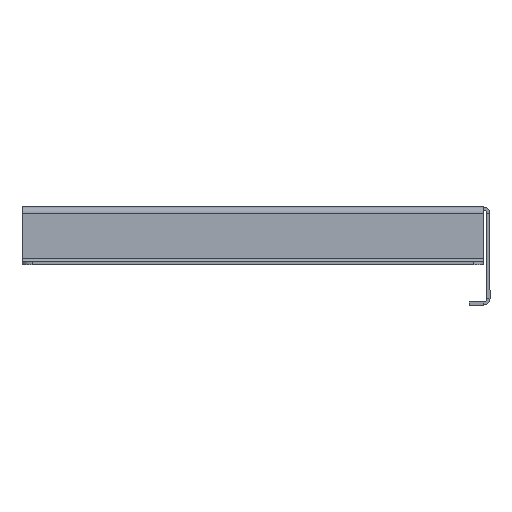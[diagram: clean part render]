
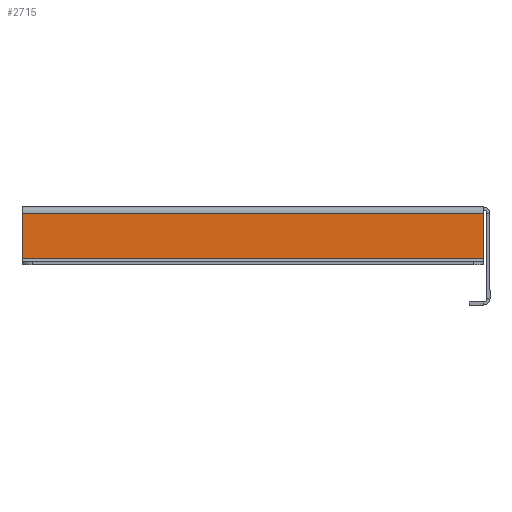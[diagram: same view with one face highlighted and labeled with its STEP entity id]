
A CAD part, left-side view. The second image highlights one B-rep face of the part: STEP entity #2715.
In plain terms, the highlighted planar face has unit normal (-1, 0, 0).
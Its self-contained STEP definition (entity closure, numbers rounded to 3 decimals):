
#149 = CARTESIAN_POINT ( 'NONE',  ( -124., 111.5, -25. ) ) ;
#534 = VECTOR ( 'NONE', #2347, 1000. ) ;
#686 = CARTESIAN_POINT ( 'NONE',  ( -124., -111.5, -25. ) ) ;
#923 = CARTESIAN_POINT ( 'NONE',  ( -124., -111.5, -3. ) ) ;
#948 = EDGE_CURVE ( 'NONE', #1464, #2983, #2036, .T. ) ;
#1002 = ORIENTED_EDGE ( 'NONE', *, *, #948, .F. ) ;
#1203 = LINE ( 'NONE', #149, #534 ) ;
#1273 = EDGE_LOOP ( 'NONE', ( #2514, #3428, #2473, #1002 ) ) ;
#1302 = VECTOR ( 'NONE', #4068, 1000. ) ;
#1310 = PLANE ( 'NONE',  #2001 ) ;
#1464 = VERTEX_POINT ( 'NONE', #923 ) ;
#1528 = EDGE_CURVE ( 'NONE', #2983, #3423, #2865, .T. ) ;
#1941 = LINE ( 'NONE', #3378, #1302 ) ;
#2001 = AXIS2_PLACEMENT_3D ( 'NONE', #2408, #2055, #3504 ) ;
#2036 = LINE ( 'NONE', #3849, #3701 ) ;
#2055 = DIRECTION ( 'NONE',  ( 1., 0., 0. ) ) ;
#2347 = DIRECTION ( 'NONE',  ( 0., 0., 1. ) ) ;
#2408 = CARTESIAN_POINT ( 'NONE',  ( -124., 0., 0. ) ) ;
#2473 = ORIENTED_EDGE ( 'NONE', *, *, #1528, .F. ) ;
#2514 = ORIENTED_EDGE ( 'NONE', *, *, #3655, .F. ) ;
#2715 = ADVANCED_FACE ( 'NONE', ( #3868 ), #1310, .F. ) ;
#2770 = DIRECTION ( 'NONE',  ( 0., 0., -1. ) ) ;
#2776 = CARTESIAN_POINT ( 'NONE',  ( -124., 111.5, -25. ) ) ;
#2865 = LINE ( 'NONE', #686, #2868 ) ;
#2868 = VECTOR ( 'NONE', #2958, 1000. ) ;
#2958 = DIRECTION ( 'NONE',  ( 0., 1., 0. ) ) ;
#2983 = VERTEX_POINT ( 'NONE', #3744 ) ;
#3330 = VERTEX_POINT ( 'NONE', #4454 ) ;
#3348 = EDGE_CURVE ( 'NONE', #3423, #3330, #1203, .T. ) ;
#3378 = CARTESIAN_POINT ( 'NONE',  ( -124., -111.5, -3. ) ) ;
#3423 = VERTEX_POINT ( 'NONE', #2776 ) ;
#3428 = ORIENTED_EDGE ( 'NONE', *, *, #3348, .F. ) ;
#3504 = DIRECTION ( 'NONE',  ( 0., 0., -1. ) ) ;
#3655 = EDGE_CURVE ( 'NONE', #3330, #1464, #1941, .T. ) ;
#3701 = VECTOR ( 'NONE', #2770, 1000. ) ;
#3744 = CARTESIAN_POINT ( 'NONE',  ( -124., -111.5, -25. ) ) ;
#3849 = CARTESIAN_POINT ( 'NONE',  ( -124., -111.5, -1.5 ) ) ;
#3868 = FACE_OUTER_BOUND ( 'NONE', #1273, .T. ) ;
#4068 = DIRECTION ( 'NONE',  ( 0., -1., 0. ) ) ;
#4454 = CARTESIAN_POINT ( 'NONE',  ( -124., 111.5, -3. ) ) ;
